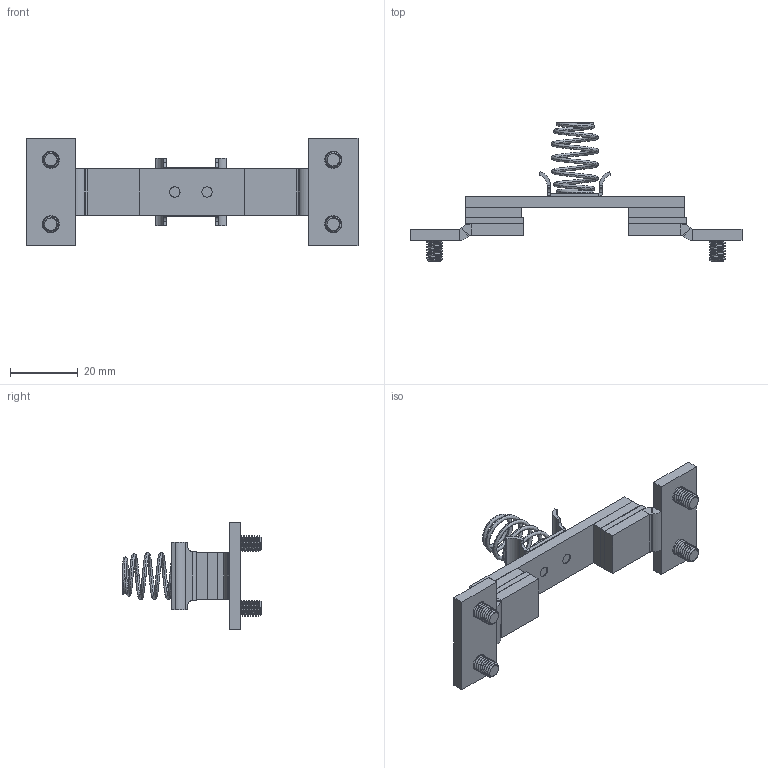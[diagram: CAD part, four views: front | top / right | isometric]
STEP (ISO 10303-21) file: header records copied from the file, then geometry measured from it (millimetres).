
FILE_DESCRIPTION (( 'STEP AP214' ), '1' );
FILE_NAME ('B6-25-2.STEP', '2019-09-05T22:50:19', ( '' ), ( '' ), 'SwSTEP 2.0', 'SolidWorks 2017', '' );
FILE_SCHEMA (( 'AUTOMOTIVE_DESIGN' ));
Length unit declared in the file: millimetre
Products named in the file (1): B6-25-2
Bounding box: 98.17 x 41.02 x 31.75 mm (x, y, z)
Surface area: 11072.9 mm2 (no closed solid volume)
Topology: 0 solids, 17 shells, 637 faces, 1703 edges, 1084 vertices
Faces by surface type: plane 267, cone 134, bspline 126, cylinder 110
Entity records: 38644 total; most frequent: CARTESIAN_POINT 17292, ORIENTED_EDGE 3206, DIRECTION 2507, EDGE_CURVE 1695, VERTEX_POINT 1084, VECTOR 861, LINE 861, AXIS2_PLACEMENT_3D 823
